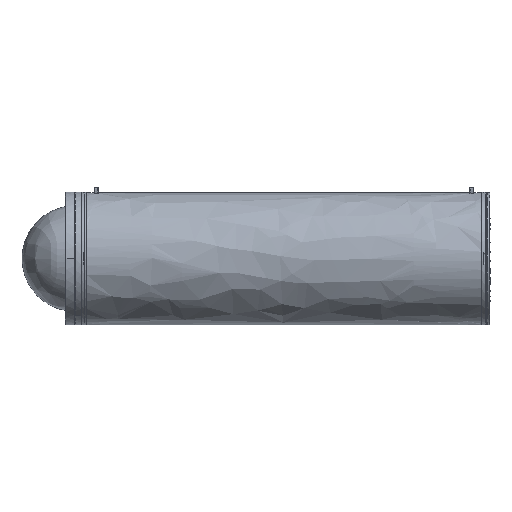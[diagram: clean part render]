
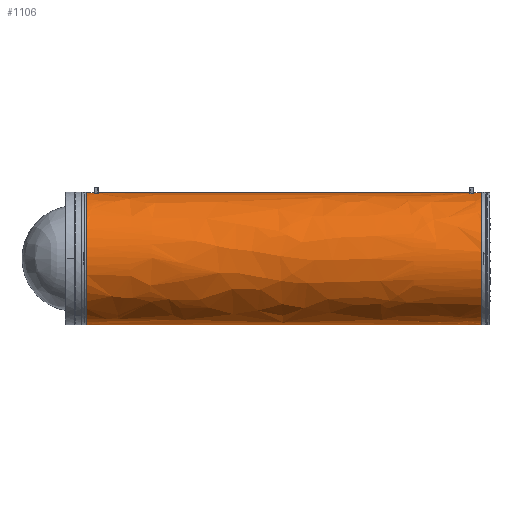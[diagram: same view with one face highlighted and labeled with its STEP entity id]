
A CAD part, front view. The second image highlights one B-rep face of the part: STEP entity #1106.
In plain terms, the highlighted free-form (B-spline) face has degree [2, 1] with [5, 2] control points.
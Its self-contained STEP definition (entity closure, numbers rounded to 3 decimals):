
#34 = VERTEX_POINT('',#35);
#35 = CARTESIAN_POINT('',(0.247,0.,46.695));
#41 = VERTEX_POINT('',#42);
#42 = CARTESIAN_POINT('',(0.247,0.,
    -46.695));
#82 = VERTEX_POINT('',#83);
#83 = CARTESIAN_POINT('',(279.512,0.,
    -46.695));
#89 = VERTEX_POINT('',#90);
#90 = CARTESIAN_POINT('',(279.512,0.,46.695));
#469 = EDGE_CURVE('',#82,#41,#470,.T.);
#470 = B_SPLINE_CURVE_WITH_KNOTS('',1,(#471,#472),.UNSPECIFIED.,.F.,.F.,
  (2,2),(-339.7,-0.3),.PIECEWISE_BEZIER_KNOTS.);
#471 = CARTESIAN_POINT('',(279.512,0.,
    -46.695));
#472 = CARTESIAN_POINT('',(0.247,0.,
    -46.695));
#475 = EDGE_CURVE('',#476,#34,#478,.T.);
#476 = VERTEX_POINT('',#477);
#477 = CARTESIAN_POINT('',(5.842,0.,46.695));
#478 = B_SPLINE_CURVE_WITH_KNOTS('',1,(#479,#480),.UNSPECIFIED.,.F.,.F.,
  (2,2),(-7.1,-0.3),.PIECEWISE_BEZIER_KNOTS.);
#479 = CARTESIAN_POINT('',(5.842,0.,46.695));
#480 = CARTESIAN_POINT('',(0.247,0.,46.695));
#498 = VERTEX_POINT('',#499);
#499 = CARTESIAN_POINT('',(8.475,0.,46.695));
#505 = EDGE_CURVE('',#506,#498,#508,.T.);
#506 = VERTEX_POINT('',#507);
#507 = CARTESIAN_POINT('',(271.284,0.,46.695));
#508 = B_SPLINE_CURVE_WITH_KNOTS('',1,(#509,#510),.UNSPECIFIED.,.F.,.F.,
  (2,2),(-329.7,-10.3),.PIECEWISE_BEZIER_KNOTS.);
#509 = CARTESIAN_POINT('',(271.284,0.,46.695));
#510 = CARTESIAN_POINT('',(8.475,0.,46.695));
#528 = VERTEX_POINT('',#529);
#529 = CARTESIAN_POINT('',(273.917,0.,46.695));
#535 = EDGE_CURVE('',#89,#528,#536,.T.);
#536 = B_SPLINE_CURVE_WITH_KNOTS('',1,(#537,#538),.UNSPECIFIED.,.F.,.F.,
  (2,2),(-339.7,-332.9),.PIECEWISE_BEZIER_KNOTS.);
#537 = CARTESIAN_POINT('',(279.512,0.,46.695));
#538 = CARTESIAN_POINT('',(273.917,0.,46.695));
#892 = VERTEX_POINT('',#893);
#893 = CARTESIAN_POINT('',(8.475,-8.922,45.835)
  );
#898 = EDGE_CURVE('',#498,#892,#899,.T.);
#899 = ( BOUNDED_CURVE() B_SPLINE_CURVE(2,(#900,#901,#902),
.UNSPECIFIED.,.F.,.F.) B_SPLINE_CURVE_WITH_KNOTS((3,3),(1.571,
1.763),.PIECEWISE_BEZIER_KNOTS.) CURVE() 
GEOMETRIC_REPRESENTATION_ITEM() RATIONAL_B_SPLINE_CURVE((1.,
0.995,1.)) REPRESENTATION_ITEM('') );
#900 = CARTESIAN_POINT('',(8.475,0.,
    46.695));
#901 = CARTESIAN_POINT('',(8.475,-4.502,46.695
    ));
#902 = CARTESIAN_POINT('',(8.475,-8.922,45.835)
  );
#997 = EDGE_CURVE('',#998,#476,#1000,.T.);
#998 = VERTEX_POINT('',#999);
#999 = CARTESIAN_POINT('',(5.842,-8.922,45.835)
  );
#1000 = ( BOUNDED_CURVE() B_SPLINE_CURVE(2,(#1001,#1002,#1003),
.UNSPECIFIED.,.F.,.F.) B_SPLINE_CURVE_WITH_KNOTS((3,3),(1.379,
1.571),.PIECEWISE_BEZIER_KNOTS.) CURVE() 
GEOMETRIC_REPRESENTATION_ITEM() RATIONAL_B_SPLINE_CURVE((1.,
0.995,1.)) REPRESENTATION_ITEM('') );
#1001 = CARTESIAN_POINT('',(5.842,-8.922,45.835
    ));
#1002 = CARTESIAN_POINT('',(5.842,-4.502,
    46.695));
#1003 = CARTESIAN_POINT('',(5.842,0.,
    46.695));
#1106 = ADVANCED_FACE('',(#1107),#1157,.T.);
#1107 = FACE_BOUND('',#1108,.T.);
#1108 = EDGE_LOOP('',(#1109,#1110,#1118,#1119,#1127,#1134,#1140,#1141,
    #1142,#1147,#1148,#1149));
#1109 = ORIENTED_EDGE('',*,*,#469,.F.);
#1110 = ORIENTED_EDGE('',*,*,#1111,.T.);
#1111 = EDGE_CURVE('',#82,#89,#1112,.T.);
#1112 = ( BOUNDED_CURVE() B_SPLINE_CURVE(2,(#1113,#1114,#1115,#1116,
#1117),.UNSPECIFIED.,.F.,.F.) B_SPLINE_CURVE_WITH_KNOTS((3,2,3),(
    3.142,4.712,6.283),
.PIECEWISE_BEZIER_KNOTS.) CURVE() GEOMETRIC_REPRESENTATION_ITEM() 
RATIONAL_B_SPLINE_CURVE((1.,0.707,1.,0.707,1.)) 
REPRESENTATION_ITEM('') );
#1113 = CARTESIAN_POINT('',(279.512,0.,
    -46.695));
#1114 = CARTESIAN_POINT('',(279.512,-46.695,
    -46.695));
#1115 = CARTESIAN_POINT('',(279.512,-46.695,
    0.));
#1116 = CARTESIAN_POINT('',(279.512,-46.695,
    46.695));
#1117 = CARTESIAN_POINT('',(279.512,0.,
    46.695));
#1118 = ORIENTED_EDGE('',*,*,#535,.T.);
#1119 = ORIENTED_EDGE('',*,*,#1120,.T.);
#1120 = EDGE_CURVE('',#528,#1121,#1123,.T.);
#1121 = VERTEX_POINT('',#1122);
#1122 = CARTESIAN_POINT('',(273.917,-8.922,
    45.835));
#1123 = ( BOUNDED_CURVE() B_SPLINE_CURVE(2,(#1124,#1125,#1126),
.UNSPECIFIED.,.F.,.F.) B_SPLINE_CURVE_WITH_KNOTS((3,3),(3.142,
3.334),.PIECEWISE_BEZIER_KNOTS.) CURVE() 
GEOMETRIC_REPRESENTATION_ITEM() RATIONAL_B_SPLINE_CURVE((1.,
0.995,1.)) REPRESENTATION_ITEM('') );
#1124 = CARTESIAN_POINT('',(273.917,0.,
    46.695));
#1125 = CARTESIAN_POINT('',(273.917,-4.502,
    46.695));
#1126 = CARTESIAN_POINT('',(273.917,-8.922,
    45.835));
#1127 = ORIENTED_EDGE('',*,*,#1128,.T.);
#1128 = EDGE_CURVE('',#1121,#1129,#1131,.T.);
#1129 = VERTEX_POINT('',#1130);
#1130 = CARTESIAN_POINT('',(271.284,-8.922,
    45.835));
#1131 = B_SPLINE_CURVE_WITH_KNOTS('',1,(#1132,#1133),.UNSPECIFIED.,.F.,
  .F.,(2,2),(-332.9,-329.7),.PIECEWISE_BEZIER_KNOTS.);
#1132 = CARTESIAN_POINT('',(273.917,-8.922,
    45.835));
#1133 = CARTESIAN_POINT('',(271.284,-8.922,
    45.835));
#1134 = ORIENTED_EDGE('',*,*,#1135,.T.);
#1135 = EDGE_CURVE('',#1129,#506,#1136,.T.);
#1136 = ( BOUNDED_CURVE() B_SPLINE_CURVE(2,(#1137,#1138,#1139),
.UNSPECIFIED.,.F.,.F.) B_SPLINE_CURVE_WITH_KNOTS((3,3),(6.091,
6.283),.PIECEWISE_BEZIER_KNOTS.) CURVE() 
GEOMETRIC_REPRESENTATION_ITEM() RATIONAL_B_SPLINE_CURVE((1.,
0.995,1.)) REPRESENTATION_ITEM('') );
#1137 = CARTESIAN_POINT('',(271.284,-8.922,
    45.835));
#1138 = CARTESIAN_POINT('',(271.284,-4.502,
    46.695));
#1139 = CARTESIAN_POINT('',(271.284,0.,
    46.695));
#1140 = ORIENTED_EDGE('',*,*,#505,.T.);
#1141 = ORIENTED_EDGE('',*,*,#898,.T.);
#1142 = ORIENTED_EDGE('',*,*,#1143,.T.);
#1143 = EDGE_CURVE('',#892,#998,#1144,.T.);
#1144 = B_SPLINE_CURVE_WITH_KNOTS('',1,(#1145,#1146),.UNSPECIFIED.,.F.,
  .F.,(2,2),(-10.3,-7.1),.PIECEWISE_BEZIER_KNOTS.);
#1145 = CARTESIAN_POINT('',(8.475,-8.922,45.835
    ));
#1146 = CARTESIAN_POINT('',(5.842,-8.922,45.835
    ));
#1147 = ORIENTED_EDGE('',*,*,#997,.T.);
#1148 = ORIENTED_EDGE('',*,*,#475,.T.);
#1149 = ORIENTED_EDGE('',*,*,#1150,.T.);
#1150 = EDGE_CURVE('',#34,#41,#1151,.T.);
#1151 = ( BOUNDED_CURVE() B_SPLINE_CURVE(2,(#1152,#1153,#1154,#1155,
#1156),.UNSPECIFIED.,.F.,.F.) B_SPLINE_CURVE_WITH_KNOTS((3,2,3),(
    3.142,4.712,6.283),
.PIECEWISE_BEZIER_KNOTS.) CURVE() GEOMETRIC_REPRESENTATION_ITEM() 
RATIONAL_B_SPLINE_CURVE((1.,0.707,1.,0.707,1.)) 
REPRESENTATION_ITEM('') );
#1152 = CARTESIAN_POINT('',(0.247,0.,
    46.695));
#1153 = CARTESIAN_POINT('',(0.247,-46.695,
    46.695));
#1154 = CARTESIAN_POINT('',(0.247,-46.695,
    0.));
#1155 = CARTESIAN_POINT('',(0.247,-46.695,
    -46.695));
#1156 = CARTESIAN_POINT('',(0.247,0.,
    -46.695));
#1157 = ( BOUNDED_SURFACE() B_SPLINE_SURFACE(2,1,(
    (#1158,#1159)
    ,(#1160,#1161)
    ,(#1162,#1163)
    ,(#1164,#1165)
    ,(#1166,#1167
)),.UNSPECIFIED.,.F.,.F.,.F.) B_SPLINE_SURFACE_WITH_KNOTS((3,2,3),(2,2),
  (3.142,4.712,6.283),(-339.7,-0.3),
.PIECEWISE_BEZIER_KNOTS.) GEOMETRIC_REPRESENTATION_ITEM() 
RATIONAL_B_SPLINE_SURFACE((
    (1.,1.)
    ,(0.707,0.707)
    ,(1.,1.)
    ,(0.707,0.707)
,(1.,1.))) REPRESENTATION_ITEM('') SURFACE() );
#1158 = CARTESIAN_POINT('',(279.512,0.,
    -46.695));
#1159 = CARTESIAN_POINT('',(0.247,0.,
    -46.695));
#1160 = CARTESIAN_POINT('',(279.512,-46.695,
    -46.695));
#1161 = CARTESIAN_POINT('',(0.247,-46.695,
    -46.695));
#1162 = CARTESIAN_POINT('',(279.512,-46.695,
    0.));
#1163 = CARTESIAN_POINT('',(0.247,-46.695,
    0.));
#1164 = CARTESIAN_POINT('',(279.512,-46.695,
    46.695));
#1165 = CARTESIAN_POINT('',(0.247,-46.695,
    46.695));
#1166 = CARTESIAN_POINT('',(279.512,0.,
    46.695));
#1167 = CARTESIAN_POINT('',(0.247,0.,
    46.695));
